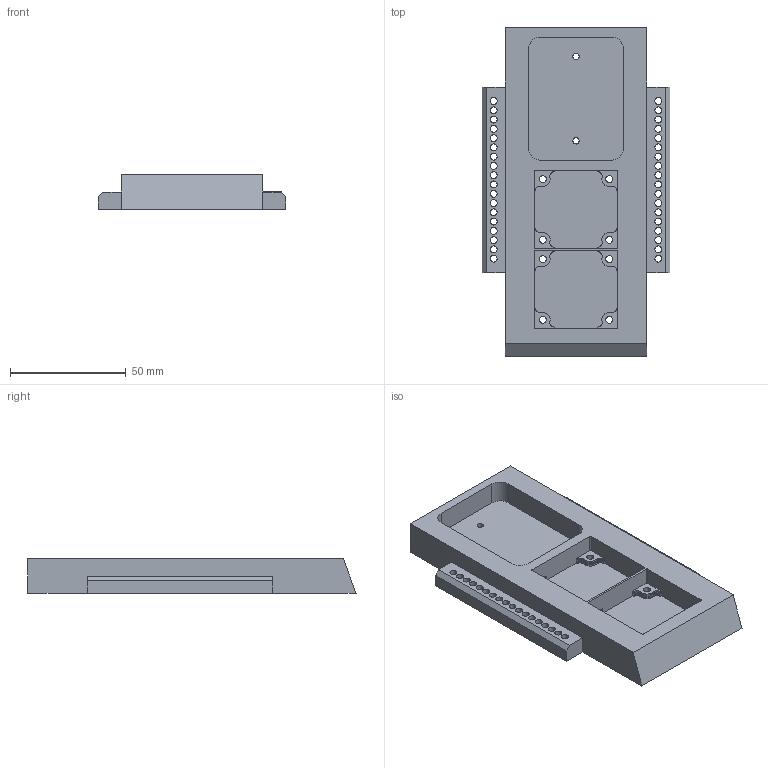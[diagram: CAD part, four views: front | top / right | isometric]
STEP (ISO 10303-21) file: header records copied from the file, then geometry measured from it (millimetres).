
FILE_DESCRIPTION(('STEP AP203'), '1');
FILE_NAME('CurcitBody', '', ('UNSPECIFIED'), ('UNSPECIFIED'), 'C3D Converter', 'C3D Toolkit', '');
FILE_SCHEMA(('CONFIG_CONTROL_DESIGN'));
Length unit declared in the file: millimetre
Bounding box: 81 x 141.5 x 15 mm (x, y, z)
Volume: 90737.9 mm3; surface area: 33080.7 mm2
Topology: 1 solids, 1 shells, 450 faces, 1423 edges, 946 vertices
Faces by surface type: plane 380, cylinder 58, cone 12
Full cylindrical faces by diameter (mm): 2.7 x2, 3 x44
Entity records: 15557 total; most frequent: CARTESIAN_POINT 2982, ORIENTED_EDGE 2738, DIRECTION 2399, EDGE_CURVE 1369, LINE 1097, VECTOR 1097, VERTEX_POINT 946, AXIS2_PLACEMENT_3D 651
